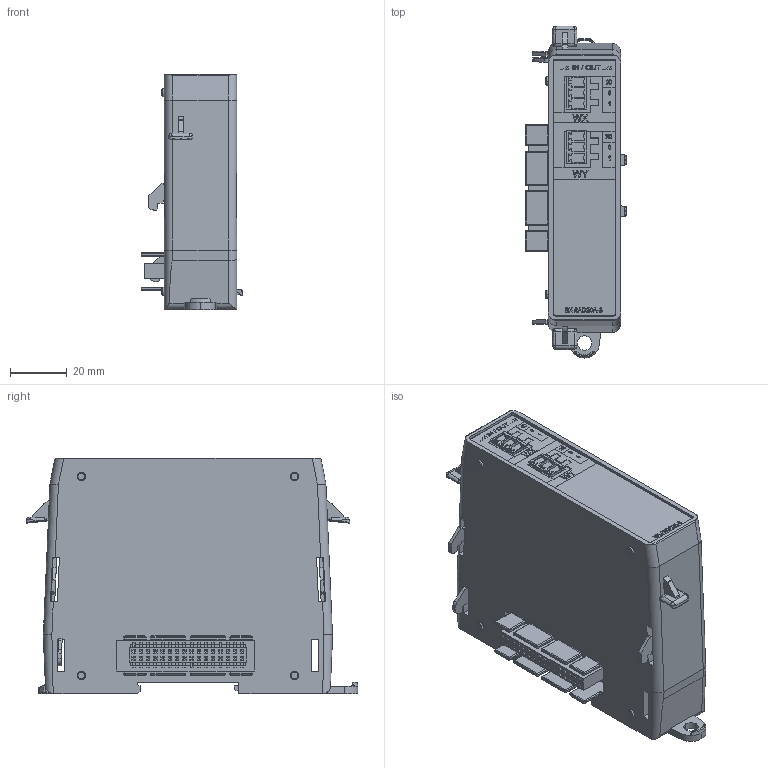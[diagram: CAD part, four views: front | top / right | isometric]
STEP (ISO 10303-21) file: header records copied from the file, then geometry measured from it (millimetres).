
FILE_DESCRIPTION (( 'STEP AP214' ), '1' );
FILE_NAME ('BX-2AD2DA-3.STEP', '2020-01-09T00:09:43', ( '' ), ( '' ), 'SwSTEP 2.0', 'SolidWorks 2017', '' );
FILE_SCHEMA (( 'AUTOMOTIVE_DESIGN' ));
Length unit declared in the file: inch
Products named in the file (1): BX-2AD2DA-3
Bounding box: 35.62 x 116.5 x 82.55 mm (x, y, z)
Volume: 189706.7 mm3; surface area: 47029.1 mm2
Topology: 5 solids, 14 shells, 3626 faces, 9496 edges, 6021 vertices
Faces by surface type: plane 2589, cylinder 579, bspline 328, torus 71, cone 35, sphere 24
Entity records: 174791 total; most frequent: CARTESIAN_POINT 41645, ORIENTED_EDGE 18964, DIRECTION 15577, EDGE_CURVE 9482, LINE 7457, VECTOR 7457, VERTEX_POINT 6019, AXIS2_PLACEMENT_3D 4060
